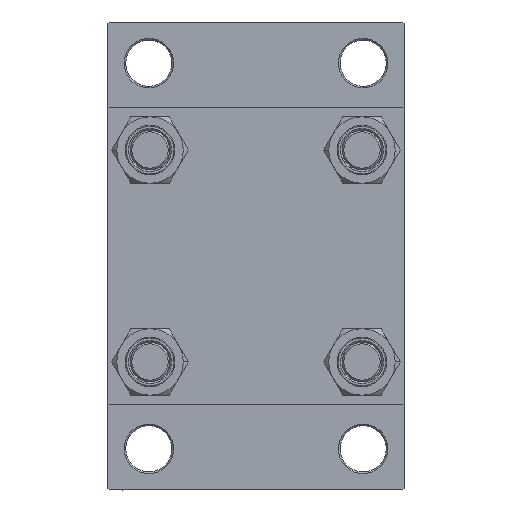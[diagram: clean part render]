
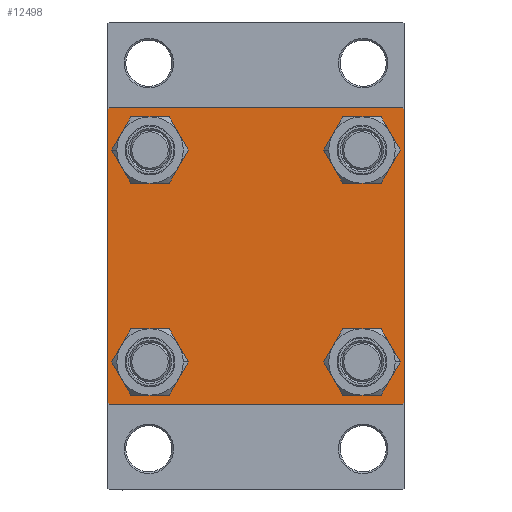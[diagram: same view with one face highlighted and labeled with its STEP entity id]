
A CAD part, left-side view. The second image highlights one B-rep face of the part: STEP entity #12498.
In plain terms, the highlighted planar face has unit normal (-1, 0, 0).
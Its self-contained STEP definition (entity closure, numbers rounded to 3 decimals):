
#59 = DIRECTION ( 'NONE',  ( 0., 0., 1. ) ) ;
#240 = VECTOR ( 'NONE', #2615, 1000. ) ;
#259 = DIRECTION ( 'NONE',  ( 0., 0., -1. ) ) ;
#377 = VERTEX_POINT ( 'NONE', #24296 ) ;
#789 = VERTEX_POINT ( 'NONE', #29649 ) ;
#1008 = FACE_BOUND ( 'NONE', #41984, .T. ) ;
#1467 = ORIENTED_EDGE ( 'NONE', *, *, #9793, .T. ) ;
#1478 = VERTEX_POINT ( 'NONE', #36933 ) ;
#1830 = EDGE_CURVE ( 'NONE', #12878, #36001, #12604, .T. ) ;
#2411 = CARTESIAN_POINT ( 'NONE',  ( 0., -32.15, -32.15 ) ) ;
#2615 = DIRECTION ( 'NONE',  ( 0., -0.707, 0.707 ) ) ;
#2799 = EDGE_CURVE ( 'NONE', #1478, #40089, #41994, .T. ) ;
#3682 = CARTESIAN_POINT ( 'NONE',  ( 0., -32.15, 32.15 ) ) ;
#3842 = CARTESIAN_POINT ( 'NONE',  ( 0., -45., 45. ) ) ;
#3981 = EDGE_CURVE ( 'NONE', #23763, #40089, #40708, .T. ) ;
#4466 = ORIENTED_EDGE ( 'NONE', *, *, #26165, .T. ) ;
#4648 = VERTEX_POINT ( 'NONE', #8134 ) ;
#4990 = EDGE_CURVE ( 'NONE', #25663, #789, #12817, .T. ) ;
#5049 = DIRECTION ( 'NONE',  ( 0., 0., 1. ) ) ;
#5054 = FACE_OUTER_BOUND ( 'NONE', #43564, .T. ) ;
#5136 = CARTESIAN_POINT ( 'NONE',  ( 0., -44.75, 44.75 ) ) ;
#5670 = DIRECTION ( 'NONE',  ( 0., -0.707, -0.707 ) ) ;
#5869 = VECTOR ( 'NONE', #5670, 1000. ) ;
#6702 = DIRECTION ( 'NONE',  ( 0., 0., 1. ) ) ;
#6808 = LINE ( 'NONE', #10851, #13464 ) ;
#7086 = VECTOR ( 'NONE', #259, 1000. ) ;
#7565 = VERTEX_POINT ( 'NONE', #22599 ) ;
#7693 = PLANE ( 'NONE',  #26492 ) ;
#8000 = DIRECTION ( 'NONE',  ( 0., 0.707, 0.707 ) ) ;
#8134 = CARTESIAN_POINT ( 'NONE',  ( 0., 32.15, -25.65 ) ) ;
#8415 = FACE_BOUND ( 'NONE', #23168, .T. ) ;
#9406 = EDGE_LOOP ( 'NONE', ( #33356, #45816 ) ) ;
#9770 = CARTESIAN_POINT ( 'NONE',  ( 0., -44.75, -44.75 ) ) ;
#9793 = EDGE_CURVE ( 'NONE', #23307, #25663, #6808, .T. ) ;
#10851 = CARTESIAN_POINT ( 'NONE',  ( 0., 45., 45. ) ) ;
#11464 = LINE ( 'NONE', #3842, #7086 ) ;
#11646 = ORIENTED_EDGE ( 'NONE', *, *, #4990, .T. ) ;
#11966 = DIRECTION ( 'NONE',  ( -1., 0., 0. ) ) ;
#12136 = AXIS2_PLACEMENT_3D ( 'NONE', #24366, #31531, #6702 ) ;
#12362 = VERTEX_POINT ( 'NONE', #13204 ) ;
#12498 = ADVANCED_FACE ( 'NONE', ( #1008, #34173, #44460, #8415, #5054 ), #7693, .T. ) ;
#12604 = CIRCLE ( 'NONE', #40080, 6.5 ) ;
#12665 = CARTESIAN_POINT ( 'NONE',  ( 0., 32.15, 32.15 ) ) ;
#12817 = LINE ( 'NONE', #38369, #5869 ) ;
#12878 = VERTEX_POINT ( 'NONE', #44157 ) ;
#12912 = DIRECTION ( 'NONE',  ( 1., 0., 0. ) ) ;
#13204 = CARTESIAN_POINT ( 'NONE',  ( 0., -45., -44.5 ) ) ;
#13464 = VECTOR ( 'NONE', #46923, 1000. ) ;
#13506 = EDGE_CURVE ( 'NONE', #31216, #4648, #15093, .T. ) ;
#13556 = CARTESIAN_POINT ( 'NONE',  ( 0., 45., 45. ) ) ;
#13853 = CARTESIAN_POINT ( 'NONE',  ( 0., 32.15, -32.15 ) ) ;
#13870 = CARTESIAN_POINT ( 'NONE',  ( 0., 45., 44.5 ) ) ;
#14646 = DIRECTION ( 'NONE',  ( 0., 0., 1. ) ) ;
#14654 = LINE ( 'NONE', #40691, #22269 ) ;
#14715 = DIRECTION ( 'NONE',  ( 0., 0., 1. ) ) ;
#15076 = DIRECTION ( 'NONE',  ( 0., 0., 1. ) ) ;
#15093 = CIRCLE ( 'NONE', #40253, 6.5 ) ;
#15107 = CARTESIAN_POINT ( 'NONE',  ( 0., -32.15, 38.65 ) ) ;
#15419 = ORIENTED_EDGE ( 'NONE', *, *, #16468, .T. ) ;
#15534 = AXIS2_PLACEMENT_3D ( 'NONE', #3682, #21090, #14646 ) ;
#15796 = CARTESIAN_POINT ( 'NONE',  ( 0., 32.15, -38.65 ) ) ;
#16015 = CARTESIAN_POINT ( 'NONE',  ( 0., -44.5, 45. ) ) ;
#16468 = EDGE_CURVE ( 'NONE', #41999, #7565, #34261, .T. ) ;
#16917 = CIRCLE ( 'NONE', #43620, 6.5 ) ;
#17797 = CIRCLE ( 'NONE', #15534, 6.5 ) ;
#18146 = VECTOR ( 'NONE', #19379, 1000. ) ;
#18396 = ORIENTED_EDGE ( 'NONE', *, *, #1830, .T. ) ;
#19379 = DIRECTION ( 'NONE',  ( 0., 0.707, -0.707 ) ) ;
#19589 = CARTESIAN_POINT ( 'NONE',  ( 0., 0., 0. ) ) ;
#19701 = CARTESIAN_POINT ( 'NONE',  ( 0., 45., -44.5 ) ) ;
#20201 = AXIS2_PLACEMENT_3D ( 'NONE', #42238, #20718, #32170 ) ;
#20233 = VERTEX_POINT ( 'NONE', #15107 ) ;
#20460 = ORIENTED_EDGE ( 'NONE', *, *, #3981, .T. ) ;
#20718 = DIRECTION ( 'NONE',  ( 1., 0., 0. ) ) ;
#20971 = CIRCLE ( 'NONE', #20201, 6.5 ) ;
#21090 = DIRECTION ( 'NONE',  ( 1., 0., 0. ) ) ;
#22138 = EDGE_CURVE ( 'NONE', #4648, #31216, #45809, .T. ) ;
#22230 = CARTESIAN_POINT ( 'NONE',  ( 0., 32.15, 32.15 ) ) ;
#22269 = VECTOR ( 'NONE', #33042, 1000. ) ;
#22599 = CARTESIAN_POINT ( 'NONE',  ( 0., -32.15, -25.65 ) ) ;
#23168 = EDGE_LOOP ( 'NONE', ( #4466, #18396 ) ) ;
#23307 = VERTEX_POINT ( 'NONE', #13870 ) ;
#23763 = VERTEX_POINT ( 'NONE', #43122 ) ;
#24105 = DIRECTION ( 'NONE',  ( 0., 0., 1. ) ) ;
#24296 = CARTESIAN_POINT ( 'NONE',  ( 0., -32.15, 25.65 ) ) ;
#24366 = CARTESIAN_POINT ( 'NONE',  ( 0., -32.15, 32.15 ) ) ;
#24807 = VECTOR ( 'NONE', #46518, 1000. ) ;
#24853 = VERTEX_POINT ( 'NONE', #29482 ) ;
#25543 = ORIENTED_EDGE ( 'NONE', *, *, #2799, .F. ) ;
#25663 = VERTEX_POINT ( 'NONE', #19701 ) ;
#26165 = EDGE_CURVE ( 'NONE', #36001, #12878, #16917, .T. ) ;
#26492 = AXIS2_PLACEMENT_3D ( 'NONE', #19589, #11966, #15076 ) ;
#26530 = LINE ( 'NONE', #41129, #18146 ) ;
#26576 = CARTESIAN_POINT ( 'NONE',  ( 0., -32.15, -38.65 ) ) ;
#26705 = ORIENTED_EDGE ( 'NONE', *, *, #26747, .T. ) ;
#26747 = EDGE_CURVE ( 'NONE', #789, #24853, #14654, .T. ) ;
#27213 = DIRECTION ( 'NONE',  ( 1., 0., 0. ) ) ;
#28863 = CIRCLE ( 'NONE', #12136, 6.5 ) ;
#28968 = AXIS2_PLACEMENT_3D ( 'NONE', #32612, #29257, #14715 ) ;
#29257 = DIRECTION ( 'NONE',  ( 1., 0., 0. ) ) ;
#29482 = CARTESIAN_POINT ( 'NONE',  ( 0., -44.5, -45. ) ) ;
#29649 = CARTESIAN_POINT ( 'NONE',  ( 0., 44.5, -45. ) ) ;
#29978 = ORIENTED_EDGE ( 'NONE', *, *, #44207, .T. ) ;
#30043 = EDGE_CURVE ( 'NONE', #20233, #377, #17797, .T. ) ;
#30963 = VECTOR ( 'NONE', #8000, 1000. ) ;
#31216 = VERTEX_POINT ( 'NONE', #15796 ) ;
#31531 = DIRECTION ( 'NONE',  ( 1., 0., 0. ) ) ;
#31540 = EDGE_CURVE ( 'NONE', #23763, #12362, #11464, .T. ) ;
#31997 = ORIENTED_EDGE ( 'NONE', *, *, #32783, .T. ) ;
#32170 = DIRECTION ( 'NONE',  ( 0., 0., 1. ) ) ;
#32217 = DIRECTION ( 'NONE',  ( 0., 0., 1. ) ) ;
#32418 = LINE ( 'NONE', #9770, #240 ) ;
#32493 = DIRECTION ( 'NONE',  ( 1., 0., 0. ) ) ;
#32612 = CARTESIAN_POINT ( 'NONE',  ( 0., 32.15, -32.15 ) ) ;
#32699 = AXIS2_PLACEMENT_3D ( 'NONE', #2411, #12912, #24105 ) ;
#32783 = EDGE_CURVE ( 'NONE', #24853, #12362, #32418, .T. ) ;
#33042 = DIRECTION ( 'NONE',  ( 0., -1., 0. ) ) ;
#33356 = ORIENTED_EDGE ( 'NONE', *, *, #22138, .T. ) ;
#34173 = FACE_BOUND ( 'NONE', #34751, .T. ) ;
#34261 = CIRCLE ( 'NONE', #32699, 6.5 ) ;
#34751 = EDGE_LOOP ( 'NONE', ( #35256, #15419 ) ) ;
#34830 = ORIENTED_EDGE ( 'NONE', *, *, #30043, .T. ) ;
#35157 = EDGE_CURVE ( 'NONE', #7565, #41999, #20971, .T. ) ;
#35256 = ORIENTED_EDGE ( 'NONE', *, *, #35157, .T. ) ;
#36001 = VERTEX_POINT ( 'NONE', #38953 ) ;
#36933 = CARTESIAN_POINT ( 'NONE',  ( 0., 44.5, 45. ) ) ;
#38369 = CARTESIAN_POINT ( 'NONE',  ( 0., 44.75, -44.75 ) ) ;
#38787 = EDGE_CURVE ( 'NONE', #1478, #23307, #26530, .T. ) ;
#38953 = CARTESIAN_POINT ( 'NONE',  ( 0., 32.15, 38.65 ) ) ;
#39064 = ORIENTED_EDGE ( 'NONE', *, *, #38787, .T. ) ;
#40080 = AXIS2_PLACEMENT_3D ( 'NONE', #12665, #27213, #5049 ) ;
#40089 = VERTEX_POINT ( 'NONE', #16015 ) ;
#40253 = AXIS2_PLACEMENT_3D ( 'NONE', #13853, #46806, #32217 ) ;
#40691 = CARTESIAN_POINT ( 'NONE',  ( 0., 45., -45. ) ) ;
#40708 = LINE ( 'NONE', #5136, #30963 ) ;
#41129 = CARTESIAN_POINT ( 'NONE',  ( 0., 44.75, 44.75 ) ) ;
#41984 = EDGE_LOOP ( 'NONE', ( #34830, #29978 ) ) ;
#41994 = LINE ( 'NONE', #13556, #24807 ) ;
#41999 = VERTEX_POINT ( 'NONE', #26576 ) ;
#42238 = CARTESIAN_POINT ( 'NONE',  ( 0., -32.15, -32.15 ) ) ;
#43122 = CARTESIAN_POINT ( 'NONE',  ( 0., -45., 44.5 ) ) ;
#43564 = EDGE_LOOP ( 'NONE', ( #1467, #11646, #26705, #31997, #44676, #20460, #25543, #39064 ) ) ;
#43620 = AXIS2_PLACEMENT_3D ( 'NONE', #22230, #32493, #59 ) ;
#44157 = CARTESIAN_POINT ( 'NONE',  ( 0., 32.15, 25.65 ) ) ;
#44207 = EDGE_CURVE ( 'NONE', #377, #20233, #28863, .T. ) ;
#44460 = FACE_BOUND ( 'NONE', #9406, .T. ) ;
#44676 = ORIENTED_EDGE ( 'NONE', *, *, #31540, .F. ) ;
#45809 = CIRCLE ( 'NONE', #28968, 6.5 ) ;
#45816 = ORIENTED_EDGE ( 'NONE', *, *, #13506, .T. ) ;
#46518 = DIRECTION ( 'NONE',  ( 0., -1., 0. ) ) ;
#46806 = DIRECTION ( 'NONE',  ( 1., 0., 0. ) ) ;
#46923 = DIRECTION ( 'NONE',  ( 0., 0., -1. ) ) ;
